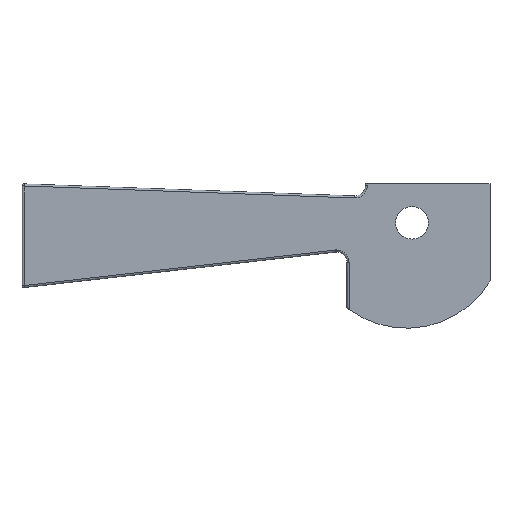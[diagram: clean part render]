
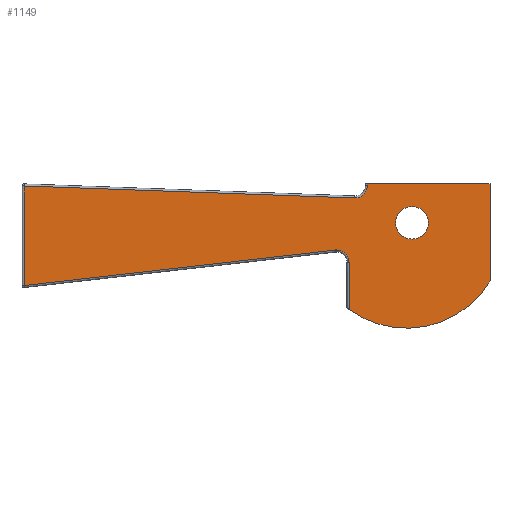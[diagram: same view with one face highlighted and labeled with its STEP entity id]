
A CAD part, front view. The second image highlights one B-rep face of the part: STEP entity #1149.
In plain terms, the highlighted planar face has unit normal (0, -1, 0).
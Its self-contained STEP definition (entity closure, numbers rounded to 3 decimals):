
#335=CARTESIAN_POINT('POINT18',(-1.865,0.,
   0.177));
#336=VERTEX_POINT('VERTEX18',#335);
#691=CARTESIAN_POINT('POINT37',(-1.865,0.,
   -0.301));
#692=VERTEX_POINT('VERTEX37',#691);
#757=CARTESIAN_POINT('POS63',(-1.865,0.,-0.313));
#758=DIRECTION('DIR103',(0.,0.,-1.));
#759=VECTOR('VEC23',#758,1.);
#760=LINE('STRAIGHT23',#757,#759);
#761=EDGE_CURVE('EDGE56',#336,#692,#760,.T.);
#774=CARTESIAN_POINT('POINT38',(-0.277,0.,
   0.119));
#775=VERTEX_POINT('VERTEX38',#774);
#776=CARTESIAN_POINT('POS65',(-1.875,
   0.,0.178));
#777=DIRECTION('DIR106',(-0.999,0.,
   0.036));
#778=VECTOR('VEC24',#777,1.);
#779=LINE('STRAIGHT24',#776,#778);
#780=EDGE_CURVE('EDGE57',#775,#336,#779,.T.);
#800=CARTESIAN_POINT('POINT39',(-0.275,0.,
   0.119));
#801=VERTEX_POINT('VERTEX39',#800);
#811=CARTESIAN_POINT('POS69',(-0.275,0.,0.179)
   );
#812=DIRECTION('DIR113',(0.,1.,0.));
#813=DIRECTION('DIR114',(0.,0.,1.));
#814=AXIS2_PLACEMENT_3D('AXIS45',#811,#812,#813);
#815=CIRCLE('ELLIPSE30',#814,0.06);
#816=EDGE_CURVE('EDGE60',#775,#801,#815,.F.);
#827=CARTESIAN_POINT('POINT40',(-0.215,0.,
   0.179));
#828=VERTEX_POINT('VERTEX40',#827);
#829=EDGE_CURVE('EDGE61',#801,#828,#815,.F.);
#842=CARTESIAN_POINT('POINT41',(-0.215,0.,0.188));
#843=VERTEX_POINT('VERTEX41',#842);
#844=CARTESIAN_POINT('POS72',(-0.215,0.,0.179)
   );
#845=DIRECTION('DIR119',(0.,0.,-1.));
#846=VECTOR('VEC25',#845,1.);
#847=LINE('STRAIGHT25',#844,#846);
#848=EDGE_CURVE('EDGE63',#843,#828,#847,.T.);
#867=CARTESIAN_POINT('POINT42',(0.375,0.,0.188));
#868=VERTEX_POINT('VERTEX42',#867);
#869=CARTESIAN_POINT('POS75',(-0.113,0.,0.188));
#870=DIRECTION('DIR124',(1.,0.,0.));
#871=VECTOR('VEC26',#870,1.);
#872=LINE('STRAIGHT26',#869,#871);
#873=EDGE_CURVE('EDGE65',#868,#843,#872,.F.);
#893=CARTESIAN_POINT('POINT43',(0.375,0.,
   -0.28));
#894=VERTEX_POINT('VERTEX43',#893);
#903=CARTESIAN_POINT('POS79',(0.375,0.,0.094));
#904=DIRECTION('DIR129',(0.,0.,-1.));
#905=VECTOR('VEC29',#904,1.);
#906=LINE('STRAIGHT29',#903,#905);
#907=EDGE_CURVE('EDGE68',#894,#868,#906,.F.);
#917=CARTESIAN_POINT('POINT44',(-0.078,0.,0.));
#918=VERTEX_POINT('VERTEX44',#917);
#925=CARTESIAN_POINT('POINT45',(0.078,0.,
   0.));
#926=VERTEX_POINT('VERTEX45',#925);
#927=CARTESIAN_POINT('POS82',(0.,0.,0.));
#928=DIRECTION('DIR133',(0.,1.,0.));
#929=DIRECTION('DIR134',(-1.,0.,0.));
#930=AXIS2_PLACEMENT_3D('AXIS52',#927,#928,#929);
#931=CIRCLE('ELLIPSE33',#930,0.078);
#932=EDGE_CURVE('EDGE70',#926,#918,#931,.T.);
#952=EDGE_CURVE('EDGE72',#918,#926,#931,.T.);
#958=CARTESIAN_POINT('POINT46',(-0.303,0.,
   -0.417));
#959=VERTEX_POINT('VERTEX46',#958);
#960=CARTESIAN_POINT('POS85',(-0.026,0.,
   -0.039));
#961=DIRECTION('DIR138',(0.,1.,0.));
#962=DIRECTION('DIR139',(1.,0.,0.));
#963=AXIS2_PLACEMENT_3D('AXIS54',#960,#961,#962);
#964=CIRCLE('ELLIPSE34',#963,0.468);
#965=EDGE_CURVE('EDGE73',#894,#959,#964,.T.);
#1085=CARTESIAN_POINT('POINT51',(-0.369,0.,
   -0.131));
#1086=VERTEX_POINT('VERTEX51',#1085);
#1087=CARTESIAN_POINT('POS98',(-0.369,0.,
   -0.131));
#1088=DIRECTION('DIR159',(0.994,0.,
   0.113));
#1089=VECTOR('VEC37',#1088,1.);
#1090=LINE('STRAIGHT37',#1087,#1089);
#1091=EDGE_CURVE('EDGE83',#692,#1086,#1090,.T.);
#1110=ORIENTED_EDGE('COEDGE151',*,*,#952,.T.);
#1111=ORIENTED_EDGE('COEDGE152',*,*,#932,.T.);
#1112=EDGE_LOOP('NONE',(#1110,#1111));
#1113=FACE_BOUND('LOOP1',#1112,.T.);
#1114=ORIENTED_EDGE('COEDGE153',*,*,#907,.T.);
#1115=ORIENTED_EDGE('COEDGE154',*,*,#873,.T.);
#1116=ORIENTED_EDGE('COEDGE155',*,*,#848,.T.);
#1117=ORIENTED_EDGE('COEDGE156',*,*,#829,.F.);
#1118=ORIENTED_EDGE('COEDGE157',*,*,#816,.F.);
#1119=ORIENTED_EDGE('COEDGE158',*,*,#780,.T.);
#1120=ORIENTED_EDGE('COEDGE159',*,*,#761,.T.);
#1121=ORIENTED_EDGE('COEDGE160',*,*,#1091,.T.);
#1122=CARTESIAN_POINT('POINT52',(-0.363,0.,
   -0.13));
#1123=VERTEX_POINT('VERTEX52',#1122);
#1124=CARTESIAN_POINT('POS101',(-0.363,0.,
   -0.19));
#1125=DIRECTION('DIR164',(0.,1.,0.));
#1126=DIRECTION('DIR165',(0.,0.,1.));
#1127=AXIS2_PLACEMENT_3D('AXIS64',#1124,#1125,#1126);
#1128=CIRCLE('ELLIPSE39',#1127,0.06);
#1129=EDGE_CURVE('EDGE85',#1123,#1086,#1128,.F.);
#1130=ORIENTED_EDGE('COEDGE161',*,*,#1129,.F.);
#1131=CARTESIAN_POINT('POINT53',(-0.303,0.,
   -0.19));
#1132=VERTEX_POINT('VERTEX53',#1131);
#1133=EDGE_CURVE('EDGE86',#1132,#1123,#1128,.F.);
#1134=ORIENTED_EDGE('COEDGE162',*,*,#1133,.F.);
#1135=CARTESIAN_POINT('POS102',(-0.303,0.,
   -0.417));
#1136=DIRECTION('DIR166',(0.,0.,-1.));
#1137=VECTOR('VEC38',#1136,1.);
#1138=LINE('STRAIGHT38',#1135,#1137);
#1139=EDGE_CURVE('EDGE87',#1132,#959,#1138,.T.);
#1140=ORIENTED_EDGE('COEDGE163',*,*,#1139,.T.);
#1141=ORIENTED_EDGE('COEDGE164',*,*,#965,.F.);
#1142=EDGE_LOOP('NONE',(#1114,#1115,#1116,#1117,#1118,#1119,#1120,#1121,
   #1130,#1134,#1140,#1141));
#1143=FACE_BOUND('LOOP1',#1142,.T.);
#1144=CARTESIAN_POINT('POS103',(0.,0.,0.));
#1145=DIRECTION('DIR167',(0.,1.,0.));
#1146=DIRECTION('DIR168',(1.,0.,0.));
#1147=AXIS2_PLACEMENT_3D('AXIS65',#1144,#1145,#1146);
#1148=PLANE('PLANE9',#1147);
#1149=ADVANCED_FACE('FACE35',(#1113,#1143),#1148,.F.);
